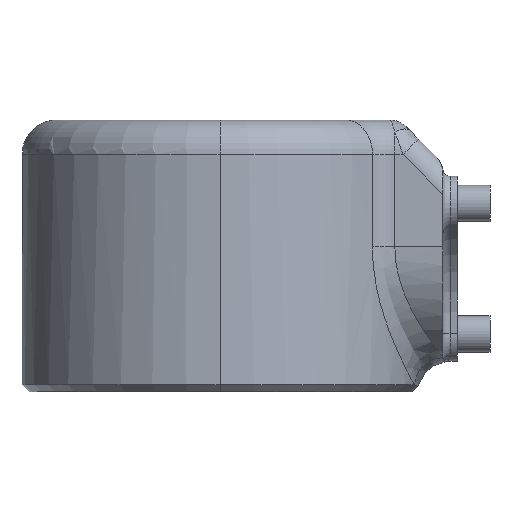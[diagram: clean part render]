
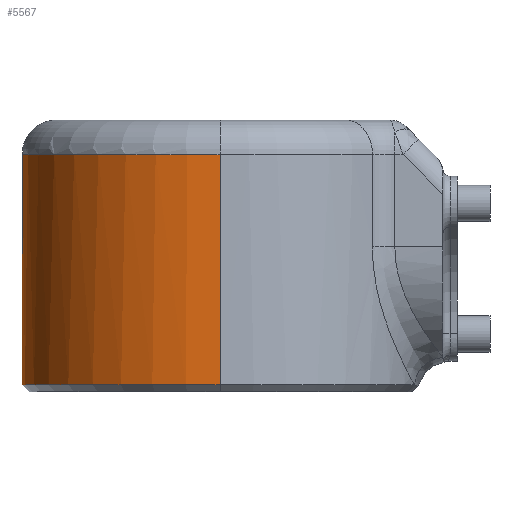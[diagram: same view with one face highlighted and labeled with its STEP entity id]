
A CAD part, left-side view. The second image highlights one B-rep face of the part: STEP entity #5567.
In plain terms, the highlighted cylindrical face has radius 54.661 mm (diameter 109.322 mm), a partial arc.
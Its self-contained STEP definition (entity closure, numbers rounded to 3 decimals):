
#33 = DIRECTION ( 'NONE',  ( 0., 0., 1. ) ) ;
#86 = LINE ( 'NONE', #4638, #8231 ) ;
#132 = CARTESIAN_POINT ( 'NONE',  ( 53.957, 74.241, 25.5 ) ) ;
#308 = CARTESIAN_POINT ( 'NONE',  ( 53.488, 76.764, 23.331 ) ) ;
#465 = VECTOR ( 'NONE', #10666, 1000. ) ;
#541 = CARTESIAN_POINT ( 'NONE',  ( 53.687, 75.775, 24.992 ) ) ;
#811 = CIRCLE ( 'NONE', #7400, 54.661 ) ;
#943 = CARTESIAN_POINT ( 'NONE',  ( 53.957, 74.241, 14.5 ) ) ;
#950 = ORIENTED_EDGE ( 'NONE', *, *, #8403, .T. ) ;
#1255 = CARTESIAN_POINT ( 'NONE',  ( 53.738, 75.5, 25.172 ) ) ;
#1378 = DIRECTION ( 'NONE',  ( 1., 0., 0. ) ) ;
#1750 = CYLINDRICAL_SURFACE ( 'NONE', #9866, 54.661 ) ;
#1765 = CARTESIAN_POINT ( 'NONE',  ( 54.661, 65.5, -40. ) ) ;
#1816 = CARTESIAN_POINT ( 'NONE',  ( -54.661, 65.5, -40. ) ) ;
#1918 = CARTESIAN_POINT ( 'NONE',  ( -54.661, 65.5, -38. ) ) ;
#2266 = VERTEX_POINT ( 'NONE', #943 ) ;
#2464 = LINE ( 'NONE', #1816, #465 ) ;
#2516 = DIRECTION ( 'NONE',  ( 0., 0., -1. ) ) ;
#2536 = CARTESIAN_POINT ( 'NONE',  ( 53.558, 76.424, 15.737 ) ) ;
#2576 = CARTESIAN_POINT ( 'NONE',  ( 0., 65.5, 14.5 ) ) ;
#3087 = CARTESIAN_POINT ( 'NONE',  ( 53.488, 76.764, 17. ) ) ;
#3216 = VERTEX_POINT ( 'NONE', #3760 ) ;
#3246 = CARTESIAN_POINT ( 'NONE',  ( 54.661, 65.5, 14.5 ) ) ;
#3479 = CARTESIAN_POINT ( 'NONE',  ( 53.687, 75.771, 15.006 ) ) ;
#3552 = EDGE_LOOP ( 'NONE', ( #4264, #5348, #7325, #950, #10402, #5003, #10225, #7010 ) ) ;
#3637 = VERTEX_POINT ( 'NONE', #5479 ) ;
#3760 = CARTESIAN_POINT ( 'NONE',  ( -54.661, 65.5, 25.5 ) ) ;
#3775 = EDGE_CURVE ( 'NONE', #2266, #9805, #811, .T. ) ;
#3911 = CARTESIAN_POINT ( 'NONE',  ( 0., 65.5, -38. ) ) ;
#4141 = CARTESIAN_POINT ( 'NONE',  ( 53.595, 76.243, 24.531 ) ) ;
#4264 = ORIENTED_EDGE ( 'NONE', *, *, #8583, .T. ) ;
#4317 = VECTOR ( 'NONE', #7307, 1000. ) ;
#4430 = CARTESIAN_POINT ( 'NONE',  ( 53.502, 76.696, 16.337 ) ) ;
#4532 = FACE_OUTER_BOUND ( 'NONE', #3552, .T. ) ;
#4628 = CIRCLE ( 'NONE', #11023, 54.661 ) ;
#4638 = CARTESIAN_POINT ( 'NONE',  ( 53.488, 76.764, -40. ) ) ;
#4860 = CARTESIAN_POINT ( 'NONE',  ( 53.765, 75.355, 25.249 ) ) ;
#4918 = CARTESIAN_POINT ( 'NONE',  ( 53.542, 76.505, 24.116 ) ) ;
#5003 = ORIENTED_EDGE ( 'NONE', *, *, #9867, .T. ) ;
#5348 = ORIENTED_EDGE ( 'NONE', *, *, #6522, .T. ) ;
#5479 = CARTESIAN_POINT ( 'NONE',  ( 53.488, 76.764, 23. ) ) ;
#5567 = ADVANCED_FACE ( 'NONE', ( #4532 ), #1750, .T. ) ;
#5644 = DIRECTION ( 'NONE',  ( 0.638, -0.77, 0. ) ) ;
#5841 = CARTESIAN_POINT ( 'NONE',  ( 54.661, 65.5, -38. ) ) ;
#6144 = CARTESIAN_POINT ( 'NONE',  ( 53.616, 76.135, 15.341 ) ) ;
#6309 = LINE ( 'NONE', #1765, #4317 ) ;
#6352 = DIRECTION ( 'NONE',  ( 1., 0., 0. ) ) ;
#6522 = EDGE_CURVE ( 'NONE', #11416, #3216, #2464, .T. ) ;
#6626 = CARTESIAN_POINT ( 'NONE',  ( 53.662, 75.902, 24.889 ) ) ;
#6741 = DIRECTION ( 'NONE',  ( 0., 0., 1. ) ) ;
#6808 = VERTEX_POINT ( 'NONE', #8704 ) ;
#6851 = CARTESIAN_POINT ( 'NONE',  ( 53.502, 76.698, 23.658 ) ) ;
#7010 = ORIENTED_EDGE ( 'NONE', *, *, #10439, .F. ) ;
#7028 = CARTESIAN_POINT ( 'NONE',  ( 53.488, 76.764, 17. ) ) ;
#7087 = CARTESIAN_POINT ( 'NONE',  ( 53.739, 75.498, 14.826 ) ) ;
#7146 = CARTESIAN_POINT ( 'NONE',  ( 53.957, 74.241, 14.5 ) ) ;
#7181 = DIRECTION ( 'NONE',  ( 0., 0., 1. ) ) ;
#7307 = DIRECTION ( 'NONE',  ( 0., 0., 1. ) ) ;
#7324 = CARTESIAN_POINT ( 'NONE',  ( 53.904, 74.571, 25.5 ) ) ;
#7325 = ORIENTED_EDGE ( 'NONE', *, *, #7337, .F. ) ;
#7337 = EDGE_CURVE ( 'NONE', #6808, #3216, #4628, .T. ) ;
#7400 = AXIS2_PLACEMENT_3D ( 'NONE', #2576, #2516, #10776 ) ;
#7559 = CARTESIAN_POINT ( 'NONE',  ( 53.488, 76.764, 23. ) ) ;
#7733 = CARTESIAN_POINT ( 'NONE',  ( 53.558, 76.427, 24.259 ) ) ;
#7822 = CIRCLE ( 'NONE', #11389, 54.661 ) ;
#7848 = CARTESIAN_POINT ( 'NONE',  ( 53.765, 75.354, 14.751 ) ) ;
#8022 = CARTESIAN_POINT ( 'NONE',  ( 53.848, 74.896, 14.564 ) ) ;
#8037 = B_SPLINE_CURVE_WITH_KNOTS ( 'NONE', 3,
 ( #7028, #10621, #4430, #8851, #2536, #8729, #6144, #11506, #3479, #7087, #7848, #8022, #11446, #7146 ),
 .UNSPECIFIED., .F., .F.,
 ( 4, 2, 2, 2, 2, 2, 4 ),
 ( 0., 0.25, 0.375, 0.5, 0.625, 0.75, 1. ),
 .UNSPECIFIED. ) ;
#8056 = DIRECTION ( 'NONE',  ( 0., 0., -1. ) ) ;
#8231 = VECTOR ( 'NONE', #8056, 1000. ) ;
#8322 = CARTESIAN_POINT ( 'NONE',  ( 53.847, 74.901, 25.435 ) ) ;
#8403 = EDGE_CURVE ( 'NONE', #6808, #3637, #8584, .T. ) ;
#8438 = CARTESIAN_POINT ( 'NONE',  ( 53.616, 76.136, 24.658 ) ) ;
#8583 = EDGE_CURVE ( 'NONE', #10691, #11416, #7822, .T. ) ;
#8584 = B_SPLINE_CURVE_WITH_KNOTS ( 'NONE', 3,
 ( #132, #7324, #8322, #4860, #1255, #541, #6626, #8438, #4141, #7733, #4918, #6851, #308, #7559 ),
 .UNSPECIFIED., .F., .F.,
 ( 4, 2, 2, 2, 2, 2, 4 ),
 ( 0., 0.25, 0.375, 0.5, 0.625, 0.75, 1. ),
 .UNSPECIFIED. ) ;
#8704 = CARTESIAN_POINT ( 'NONE',  ( 53.957, 74.241, 25.5 ) ) ;
#8729 = CARTESIAN_POINT ( 'NONE',  ( 53.595, 76.24, 15.466 ) ) ;
#8851 = CARTESIAN_POINT ( 'NONE',  ( 53.542, 76.504, 15.884 ) ) ;
#9805 = VERTEX_POINT ( 'NONE', #3246 ) ;
#9866 = AXIS2_PLACEMENT_3D ( 'NONE', #10657, #7181, #6352 ) ;
#9867 = EDGE_CURVE ( 'NONE', #11665, #2266, #8037, .T. ) ;
#10225 = ORIENTED_EDGE ( 'NONE', *, *, #3775, .T. ) ;
#10402 = ORIENTED_EDGE ( 'NONE', *, *, #11552, .T. ) ;
#10439 = EDGE_CURVE ( 'NONE', #10691, #9805, #6309, .T. ) ;
#10621 = CARTESIAN_POINT ( 'NONE',  ( 53.488, 76.764, 16.668 ) ) ;
#10657 = CARTESIAN_POINT ( 'NONE',  ( 0., 65.5, -40. ) ) ;
#10666 = DIRECTION ( 'NONE',  ( 0., 0., 1. ) ) ;
#10691 = VERTEX_POINT ( 'NONE', #5841 ) ;
#10776 = DIRECTION ( 'NONE',  ( 1., 0., 0. ) ) ;
#10814 = CARTESIAN_POINT ( 'NONE',  ( 0., 65.5, 25.5 ) ) ;
#11023 = AXIS2_PLACEMENT_3D ( 'NONE', #10814, #33, #5644 ) ;
#11389 = AXIS2_PLACEMENT_3D ( 'NONE', #3911, #6741, #1378 ) ;
#11416 = VERTEX_POINT ( 'NONE', #1918 ) ;
#11446 = CARTESIAN_POINT ( 'NONE',  ( 53.904, 74.571, 14.5 ) ) ;
#11506 = CARTESIAN_POINT ( 'NONE',  ( 53.662, 75.901, 15.11 ) ) ;
#11552 = EDGE_CURVE ( 'NONE', #3637, #11665, #86, .T. ) ;
#11665 = VERTEX_POINT ( 'NONE', #3087 ) ;
